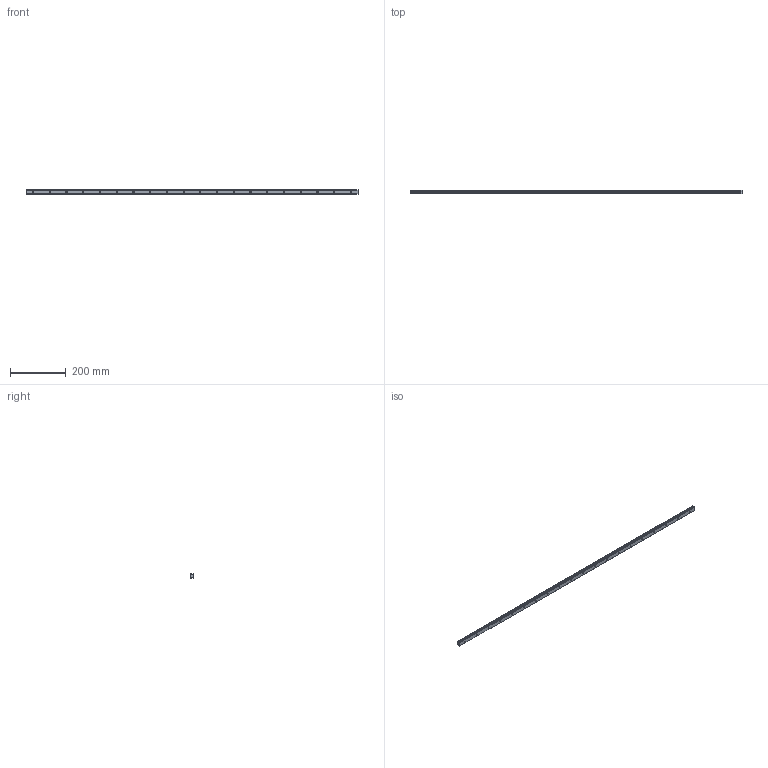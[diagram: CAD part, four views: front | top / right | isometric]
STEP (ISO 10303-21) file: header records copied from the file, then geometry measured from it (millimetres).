
FILE_DESCRIPTION (( 'STEP AP214' ), '1' );
FILE_NAME ('SHS15 1190L G25.STEP', '2021-05-25T12:14:45', ( '' ), ( '' ), 'SwSTEP 2.0', 'SolidWorks 2021', '' );
FILE_SCHEMA (( 'AUTOMOTIVE_DESIGN' ));
Length unit declared in the file: millimetre
Products named in the file (2): SHS15 1190L G25; _SHS15C119025 Track
Assembly tree (1 placements, depth 2):
  SHS15 1190L G25
    _SHS15C119025 Track
Bounding box: 1190 x 13 x 15 mm (x, y, z)
Volume: 192388.2 mm3; surface area: 71722.7 mm2
Topology: 1 solids, 1 shells, 145 faces, 369 edges, 246 vertices
Faces by surface type: cylinder 103, plane 42
Entity records: 4635 total; most frequent: DIRECTION 873, CARTESIAN_POINT 764, ORIENTED_EDGE 738, EDGE_CURVE 369, AXIS2_PLACEMENT_3D 355, VERTEX_POINT 246, CIRCLE 206, EDGE_LOOP 205
